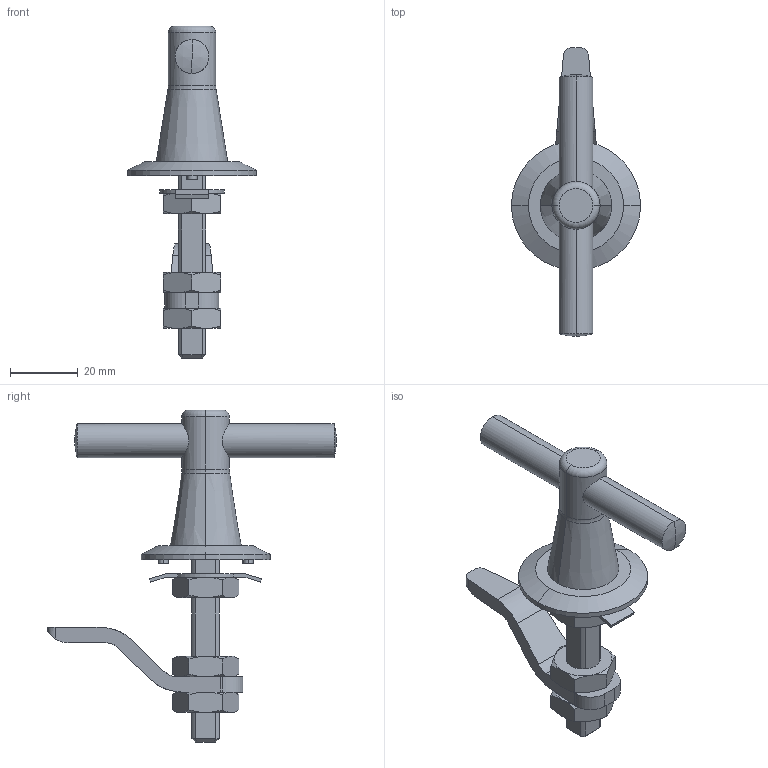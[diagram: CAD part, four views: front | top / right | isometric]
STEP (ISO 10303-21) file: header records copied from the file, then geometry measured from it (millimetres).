
FILE_DESCRIPTION (( 'STEP AP203' ), '1' );
FILE_NAME ('sone3D.STEP', '2013-12-02T07:51:55', ( '' ), ( '' ), 'SwSTEP 2.0', 'SolidWorks 2012', '' );
FILE_SCHEMA (( 'CONFIG_CONTROL_DESIGN' ));
Length unit declared in the file: millimetre
Products named in the file (6): A-229座金_; A-229本体_; 六角ナットM10（3種）; sone3D; A-229止め金_; A-229緩み止め金具_
Assembly tree (7 placements, depth 2):
  sone3D
    A-229本体_
    A-229座金_
    A-229緩み止め金具_
    A-229止め金_
    六角ナットM10（3種）  x3
Bounding box: 38 x 85 x 97.7 mm (x, y, z)
Volume: 26366.7 mm3; surface area: 14288.6 mm2
Topology: 7 solids, 7 shells, 178 faces, 417 edges, 260 vertices
Faces by surface type: plane 79, cylinder 47, cone 44, sphere 4, torus 4
Entity records: 4855 total; most frequent: CARTESIAN_POINT 1051, DIRECTION 663, ORIENTED_EDGE 642, EDGE_CURVE 321, AXIS2_PLACEMENT_3D 246, VERTEX_POINT 204, LINE 171, VECTOR 171
